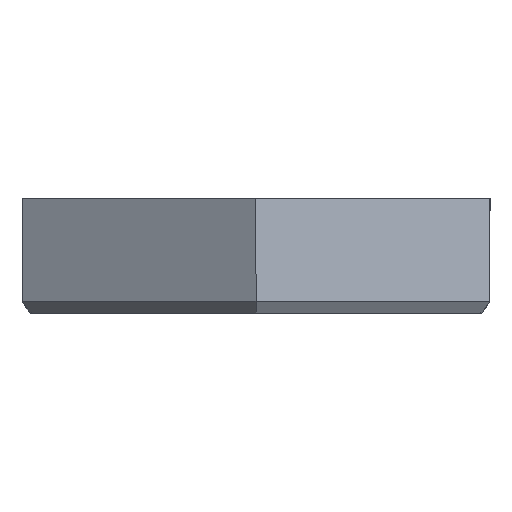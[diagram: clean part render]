
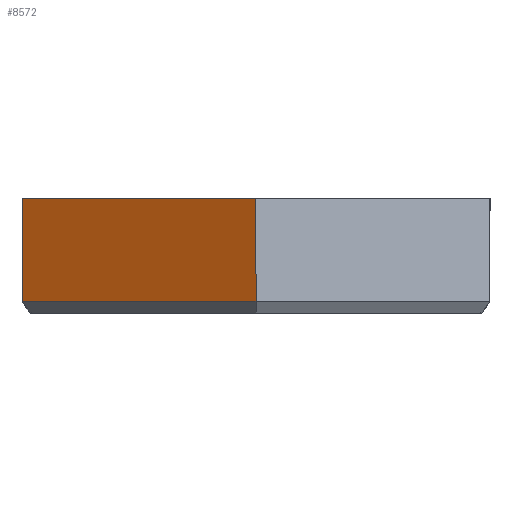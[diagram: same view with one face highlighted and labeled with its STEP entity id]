
A CAD part, top view. The second image highlights one B-rep face of the part: STEP entity #8572.
In plain terms, the highlighted planar face has unit normal (-0.5, 0, 0.866).
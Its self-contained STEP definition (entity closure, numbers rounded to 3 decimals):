
#585 = CARTESIAN_POINT ( 'NONE',  ( -24., -2.572, 13.856 ) ) ;
#602 = CARTESIAN_POINT ( 'NONE',  ( 0., -2.572, 27.713 ) ) ;
#699 = ORIENTED_EDGE ( 'NONE', *, *, #3644, .T. ) ;
#843 = LINE ( 'NONE', #9181, #8252 ) ;
#1062 = VERTEX_POINT ( 'NONE', #9474 ) ;
#1205 = VERTEX_POINT ( 'NONE', #6598 ) ;
#1620 = VECTOR ( 'NONE', #1679, 1000. ) ;
#1673 = EDGE_CURVE ( 'NONE', #7325, #1062, #843, .T. ) ;
#1679 = DIRECTION ( 'NONE',  ( 0., 1., 0. ) ) ;
#1810 = PLANE ( 'NONE',  #8174 ) ;
#3206 = VECTOR ( 'NONE', #7958, 1000. ) ;
#3241 = CARTESIAN_POINT ( 'NONE',  ( -12., 8., 20.785 ) ) ;
#3345 = CARTESIAN_POINT ( 'NONE',  ( 0., -2.572, 27.713 ) ) ;
#3515 = LINE ( 'NONE', #3345, #3206 ) ;
#3642 = DIRECTION ( 'NONE',  ( 0., 1., 0. ) ) ;
#3644 = EDGE_CURVE ( 'NONE', #6224, #7325, #3515, .T. ) ;
#3700 = CARTESIAN_POINT ( 'NONE',  ( -12., 3., 20.785 ) ) ;
#4043 = ORIENTED_EDGE ( 'NONE', *, *, #10646, .F. ) ;
#4567 = LINE ( 'NONE', #3241, #9188 ) ;
#4644 = DIRECTION ( 'NONE',  ( 0.866, 0., 0.5 ) ) ;
#6224 = VERTEX_POINT ( 'NONE', #585 ) ;
#6598 = CARTESIAN_POINT ( 'NONE',  ( -24., 8., 13.856 ) ) ;
#6660 = ORIENTED_EDGE ( 'NONE', *, *, #10841, .F. ) ;
#6895 = FACE_OUTER_BOUND ( 'NONE', #7425, .T. ) ;
#7325 = VERTEX_POINT ( 'NONE', #602 ) ;
#7425 = EDGE_LOOP ( 'NONE', ( #4043, #6660, #699, #10623 ) ) ;
#7958 = DIRECTION ( 'NONE',  ( 0.866, 0., 0.5 ) ) ;
#8174 = AXIS2_PLACEMENT_3D ( 'NONE', #3700, #10194, #4644 ) ;
#8179 = CARTESIAN_POINT ( 'NONE',  ( -24., 3., 13.856 ) ) ;
#8252 = VECTOR ( 'NONE', #3642, 1000. ) ;
#8572 = ADVANCED_FACE ( 'NONE', ( #6895 ), #1810, .T. ) ;
#9035 = LINE ( 'NONE', #8179, #1620 ) ;
#9181 = CARTESIAN_POINT ( 'NONE',  ( 0., 3., 27.713 ) ) ;
#9188 = VECTOR ( 'NONE', #9750, 1000. ) ;
#9474 = CARTESIAN_POINT ( 'NONE',  ( 0., 8., 27.713 ) ) ;
#9750 = DIRECTION ( 'NONE',  ( 0.866, 0., 0.5 ) ) ;
#10194 = DIRECTION ( 'NONE',  ( -0.5, 0., 0.866 ) ) ;
#10623 = ORIENTED_EDGE ( 'NONE', *, *, #1673, .T. ) ;
#10646 = EDGE_CURVE ( 'NONE', #1205, #1062, #4567, .T. ) ;
#10841 = EDGE_CURVE ( 'NONE', #6224, #1205, #9035, .T. ) ;
